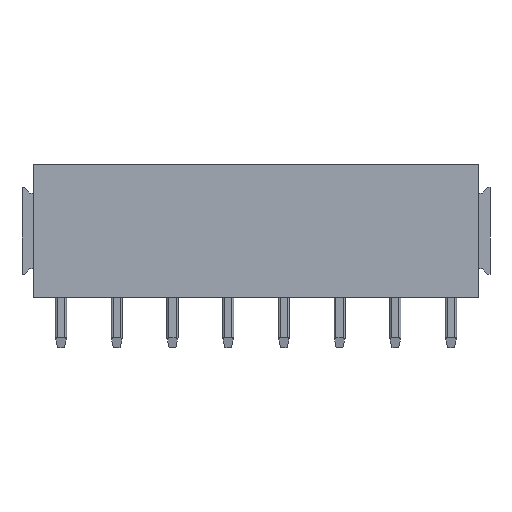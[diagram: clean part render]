
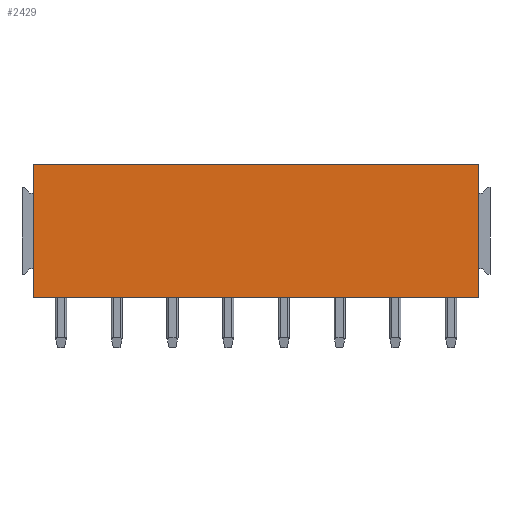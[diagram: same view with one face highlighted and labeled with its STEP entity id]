
A CAD part, front view. The second image highlights one B-rep face of the part: STEP entity #2429.
In plain terms, the highlighted planar face has unit normal (0, -1, 0).
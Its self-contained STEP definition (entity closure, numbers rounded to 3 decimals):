
#2409=AXIS2_PLACEMENT_3D('Plane Axis2P3D',#2406,#2407,#2408) ;
#695=CARTESIAN_POINT('Vertex',(41.,0.,4.5)) ;
#698=CARTESIAN_POINT('Line Origine',(21.,0.,4.5)) ;
#702=CARTESIAN_POINT('Vertex',(1.,0.,4.5)) ;
#2381=CARTESIAN_POINT('Vertex',(41.,0.,16.5)) ;
#2384=CARTESIAN_POINT('Line Origine',(41.,0.,10.5)) ;
#2406=CARTESIAN_POINT('Axis2P3D Location',(1.,0.,4.5)) ;
#2411=CARTESIAN_POINT('Line Origine',(21.,0.,16.5)) ;
#2415=CARTESIAN_POINT('Vertex',(1.,0.,16.5)) ;
#2418=CARTESIAN_POINT('Line Origine',(1.,0.,10.5)) ;
#699=DIRECTION('Vector Direction',(1.,0.,0.)) ;
#2385=DIRECTION('Vector Direction',(0.,0.,1.)) ;
#2407=DIRECTION('Axis2P3D Direction',(0.,1.,0.)) ;
#2408=DIRECTION('Axis2P3D XDirection',(0.,0.,1.)) ;
#2412=DIRECTION('Vector Direction',(1.,0.,0.)) ;
#2419=DIRECTION('Vector Direction',(0.,0.,1.)) ;
#700=VECTOR('Line Direction',#699,1.) ;
#2386=VECTOR('Line Direction',#2385,1.) ;
#2413=VECTOR('Line Direction',#2412,1.) ;
#2420=VECTOR('Line Direction',#2419,1.) ;
#2424=ORIENTED_EDGE('',*,*,#2388,.T.) ;
#2425=ORIENTED_EDGE('',*,*,#2417,.F.) ;
#2426=ORIENTED_EDGE('',*,*,#2422,.F.) ;
#2427=ORIENTED_EDGE('',*,*,#704,.T.) ;
#2429=ADVANCED_FACE('Housing',(#2428),#2410,.F.) ;
#704=EDGE_CURVE('',#703,#696,#701,.T.) ;
#2388=EDGE_CURVE('',#696,#2382,#2387,.T.) ;
#2417=EDGE_CURVE('',#2416,#2382,#2414,.T.) ;
#2422=EDGE_CURVE('',#703,#2416,#2421,.T.) ;
#2423=EDGE_LOOP('',(#2424,#2425,#2426,#2427)) ;
#2428=FACE_OUTER_BOUND('',#2423,.T.) ;
#701=LINE('Line',#698,#700) ;
#2387=LINE('Line',#2384,#2386) ;
#2414=LINE('Line',#2411,#2413) ;
#2421=LINE('Line',#2418,#2420) ;
#2410=PLANE('',#2409) ;
#696=VERTEX_POINT('',#695) ;
#703=VERTEX_POINT('',#702) ;
#2382=VERTEX_POINT('',#2381) ;
#2416=VERTEX_POINT('',#2415) ;
